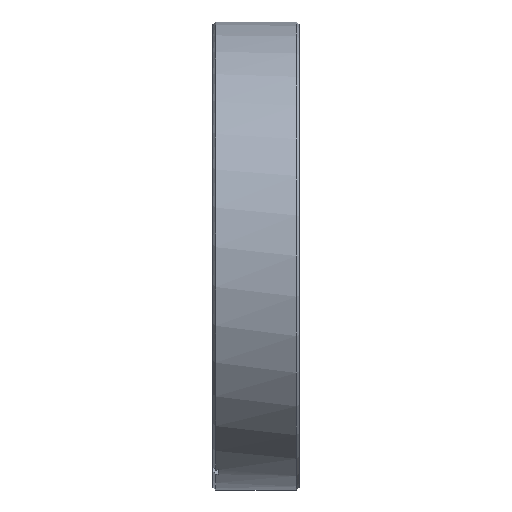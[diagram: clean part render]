
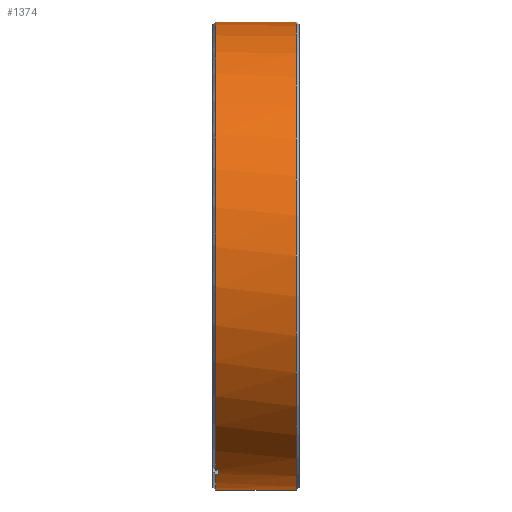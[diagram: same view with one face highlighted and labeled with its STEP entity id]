
A CAD part, left-side view. The second image highlights one B-rep face of the part: STEP entity #1374.
In plain terms, the highlighted cylindrical face has radius 42.8 mm (diameter 85.6 mm), a partial arc.
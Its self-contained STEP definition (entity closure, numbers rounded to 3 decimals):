
#25 = EDGE_CURVE ( 'NONE', #1538, #1896, #1098, .T. ) ;
#69 = DIRECTION ( 'NONE',  ( 0., -1., 0. ) ) ;
#80 = CARTESIAN_POINT ( 'NONE',  ( 0., -15.3, 0. ) ) ;
#83 = DIRECTION ( 'NONE',  ( 0., 1., 0. ) ) ;
#86 = DIRECTION ( 'NONE',  ( 0., 0., 1. ) ) ;
#210 = VECTOR ( 'NONE', #2290, 1000. ) ;
#234 = AXIS2_PLACEMENT_3D ( 'NONE', #1924, #804, #2105 ) ;
#267 = EDGE_CURVE ( 'NONE', #1889, #1652, #1276, .T. ) ;
#268 = AXIS2_PLACEMENT_3D ( 'NONE', #2486, #2467, #2151 ) ;
#276 = CYLINDRICAL_SURFACE ( 'NONE', #2171, 42.8 ) ;
#360 = CARTESIAN_POINT ( 'NONE',  ( 0., -24.574, 42.8 ) ) ;
#368 = VECTOR ( 'NONE', #1074, 1000. ) ;
#382 = VERTEX_POINT ( 'NONE', #2469 ) ;
#430 = VERTEX_POINT ( 'NONE', #1266 ) ;
#517 = CARTESIAN_POINT ( 'NONE',  ( 0., -15.3, 42.8 ) ) ;
#518 = AXIS2_PLACEMENT_3D ( 'NONE', #727, #1467, #1503 ) ;
#647 = ORIENTED_EDGE ( 'NONE', *, *, #2450, .F. ) ;
#677 = DIRECTION ( 'NONE',  ( 0., 0., -1. ) ) ;
#727 = CARTESIAN_POINT ( 'NONE',  ( 0., -1., 0. ) ) ;
#744 = VECTOR ( 'NONE', #69, 1000. ) ;
#752 = EDGE_CURVE ( 'NONE', #430, #813, #2462, .T. ) ;
#804 = DIRECTION ( 'NONE',  ( 0., -1., 0. ) ) ;
#813 = VERTEX_POINT ( 'NONE', #2010 ) ;
#1036 = VERTEX_POINT ( 'NONE', #1181 ) ;
#1074 = DIRECTION ( 'NONE',  ( 0., -1., 0. ) ) ;
#1098 = CIRCLE ( 'NONE', #268, 42.8 ) ;
#1107 = EDGE_CURVE ( 'NONE', #1036, #382, #2432, .T. ) ;
#1122 = ORIENTED_EDGE ( 'NONE', *, *, #2188, .T. ) ;
#1124 = CARTESIAN_POINT ( 'NONE',  ( -15.451, -24.574, -39.914 ) ) ;
#1130 = EDGE_CURVE ( 'NONE', #382, #430, #1985, .T. ) ;
#1181 = CARTESIAN_POINT ( 'NONE',  ( 0., -0.5, 42.8 ) ) ;
#1266 = CARTESIAN_POINT ( 'NONE',  ( -17.298, -1., -39.149 ) ) ;
#1273 = LINE ( 'NONE', #360, #744 ) ;
#1276 = CIRCLE ( 'NONE', #1951, 42.8 ) ;
#1344 = CARTESIAN_POINT ( 'NONE',  ( -15.451, -0.5, -39.914 ) ) ;
#1374 = ADVANCED_FACE ( 'NONE', ( #1661 ), #276, .T. ) ;
#1441 = CARTESIAN_POINT ( 'NONE',  ( -17.298, -24.574, -39.149 ) ) ;
#1467 = DIRECTION ( 'NONE',  ( 0., -1., 0. ) ) ;
#1503 = DIRECTION ( 'NONE',  ( 0., 0., -1. ) ) ;
#1538 = VERTEX_POINT ( 'NONE', #1344 ) ;
#1597 = ORIENTED_EDGE ( 'NONE', *, *, #1130, .T. ) ;
#1652 = VERTEX_POINT ( 'NONE', #517 ) ;
#1661 = FACE_OUTER_BOUND ( 'NONE', #1875, .T. ) ;
#1671 = CARTESIAN_POINT ( 'NONE',  ( 0., -24.574, -42.8 ) ) ;
#1774 = LINE ( 'NONE', #1671, #210 ) ;
#1783 = ORIENTED_EDGE ( 'NONE', *, *, #2178, .F. ) ;
#1875 = EDGE_LOOP ( 'NONE', ( #1783, #1958, #1597, #2471, #647, #2182, #1122, #2448 ) ) ;
#1889 = VERTEX_POINT ( 'NONE', #2295 ) ;
#1896 = VERTEX_POINT ( 'NONE', #2396 ) ;
#1924 = CARTESIAN_POINT ( 'NONE',  ( 0., -0.5, 0. ) ) ;
#1938 = LINE ( 'NONE', #1124, #368 ) ;
#1951 = AXIS2_PLACEMENT_3D ( 'NONE', #80, #83, #86 ) ;
#1958 = ORIENTED_EDGE ( 'NONE', *, *, #1107, .T. ) ;
#1985 = LINE ( 'NONE', #1441, #2013 ) ;
#1989 = CARTESIAN_POINT ( 'NONE',  ( 0., -24.574, 0. ) ) ;
#2010 = CARTESIAN_POINT ( 'NONE',  ( -15.451, -1., -39.914 ) ) ;
#2013 = VECTOR ( 'NONE', #2466, 1000. ) ;
#2105 = DIRECTION ( 'NONE',  ( 0., 0., -1. ) ) ;
#2151 = DIRECTION ( 'NONE',  ( 0., 0., -1. ) ) ;
#2168 = DIRECTION ( 'NONE',  ( 0., -1., 0. ) ) ;
#2171 = AXIS2_PLACEMENT_3D ( 'NONE', #1989, #2168, #677 ) ;
#2178 = EDGE_CURVE ( 'NONE', #1036, #1652, #1273, .T. ) ;
#2182 = ORIENTED_EDGE ( 'NONE', *, *, #25, .T. ) ;
#2188 = EDGE_CURVE ( 'NONE', #1896, #1889, #1774, .T. ) ;
#2290 = DIRECTION ( 'NONE',  ( 0., -1., 0. ) ) ;
#2295 = CARTESIAN_POINT ( 'NONE',  ( 0., -15.3, -42.8 ) ) ;
#2396 = CARTESIAN_POINT ( 'NONE',  ( 0., -0.5, -42.8 ) ) ;
#2432 = CIRCLE ( 'NONE', #234, 42.8 ) ;
#2448 = ORIENTED_EDGE ( 'NONE', *, *, #267, .T. ) ;
#2450 = EDGE_CURVE ( 'NONE', #1538, #813, #1938, .T. ) ;
#2462 = CIRCLE ( 'NONE', #518, 42.8 ) ;
#2466 = DIRECTION ( 'NONE',  ( 0., -1., 0. ) ) ;
#2467 = DIRECTION ( 'NONE',  ( 0., -1., 0. ) ) ;
#2469 = CARTESIAN_POINT ( 'NONE',  ( -17.298, -0.5, -39.149 ) ) ;
#2471 = ORIENTED_EDGE ( 'NONE', *, *, #752, .T. ) ;
#2486 = CARTESIAN_POINT ( 'NONE',  ( 0., -0.5, 0. ) ) ;
